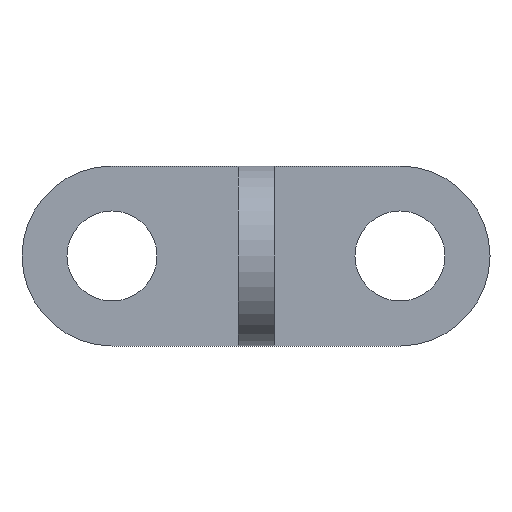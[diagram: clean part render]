
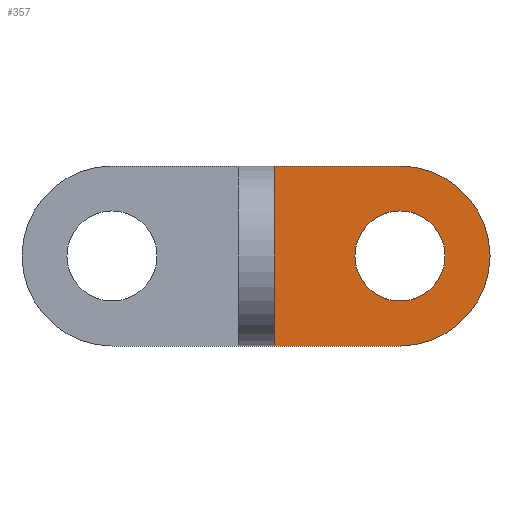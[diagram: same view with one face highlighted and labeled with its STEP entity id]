
A CAD part, left-side view. The second image highlights one B-rep face of the part: STEP entity #357.
In plain terms, the highlighted planar face has unit normal (-1, 0, 0).
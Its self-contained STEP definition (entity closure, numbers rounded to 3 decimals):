
#14=FACE_BOUND('',#68,.T.);
#22=PLANE('',#393);
#49=FACE_OUTER_BOUND('',#67,.T.);
#67=EDGE_LOOP('',(#259,#260,#261,#262));
#68=EDGE_LOOP('',(#263));
#93=LINE('',#541,#125);
#94=LINE('',#543,#126);
#95=LINE('',#544,#127);
#125=VECTOR('',#441,10.);
#126=VECTOR('',#442,10.);
#127=VECTOR('',#443,10.);
#156=CIRCLE('',#389,12.5);
#159=CIRCLE('',#394,25.);
#172=VERTEX_POINT('',#527);
#175=VERTEX_POINT('',#537);
#176=VERTEX_POINT('',#538);
#177=VERTEX_POINT('',#540);
#178=VERTEX_POINT('',#542);
#205=EDGE_CURVE('',#172,#172,#156,.T.);
#209=EDGE_CURVE('',#175,#176,#159,.T.);
#210=EDGE_CURVE('',#175,#177,#93,.T.);
#211=EDGE_CURVE('',#178,#177,#94,.T.);
#212=EDGE_CURVE('',#178,#176,#95,.T.);
#259=ORIENTED_EDGE('',*,*,#209,.F.);
#260=ORIENTED_EDGE('',*,*,#210,.T.);
#261=ORIENTED_EDGE('',*,*,#211,.F.);
#262=ORIENTED_EDGE('',*,*,#212,.T.);
#263=ORIENTED_EDGE('',*,*,#205,.T.);
#357=ADVANCED_FACE('',(#49,#14),#22,.T.);
#389=AXIS2_PLACEMENT_3D('',#529,#428,#429);
#393=AXIS2_PLACEMENT_3D('',#536,#437,#438);
#394=AXIS2_PLACEMENT_3D('',#539,#439,#440);
#428=DIRECTION('center_axis',(1.,0.,0.));
#429=DIRECTION('ref_axis',(0.,1.,0.));
#437=DIRECTION('center_axis',(-1.,0.,0.));
#438=DIRECTION('ref_axis',(0.,0.,1.));
#439=DIRECTION('center_axis',(1.,0.,0.));
#440=DIRECTION('ref_axis',(0.,-0.707,-0.707));
#441=DIRECTION('',(0.,1.,0.));
#442=DIRECTION('',(0.,0.,1.));
#443=DIRECTION('',(0.,-1.,0.));
#527=CARTESIAN_POINT('',(65.,-47.5,25.));
#529=CARTESIAN_POINT('Origin',(65.,-35.,25.));
#536=CARTESIAN_POINT('Origin',(65.,0.,0.));
#537=CARTESIAN_POINT('',(65.,-35.,50.));
#538=CARTESIAN_POINT('',(65.,-35.,0.));
#539=CARTESIAN_POINT('Origin',(65.,-35.,25.));
#540=CARTESIAN_POINT('',(65.,0.,50.));
#541=CARTESIAN_POINT('',(65.,0.,50.));
#542=CARTESIAN_POINT('',(65.,0.,0.));
#543=CARTESIAN_POINT('',(65.,0.,0.));
#544=CARTESIAN_POINT('',(65.,0.,0.));
